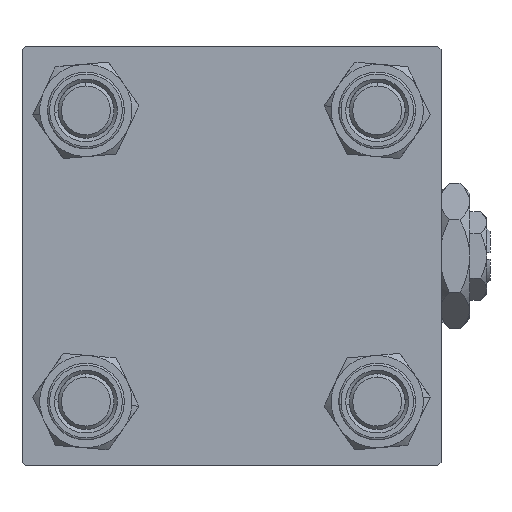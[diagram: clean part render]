
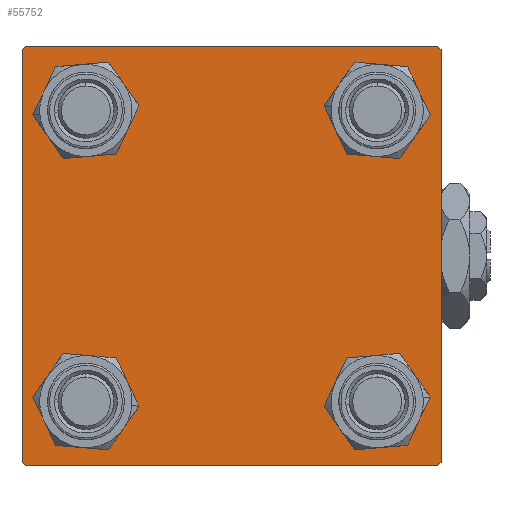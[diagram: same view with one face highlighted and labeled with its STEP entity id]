
A CAD part, left-side view. The second image highlights one B-rep face of the part: STEP entity #55752.
In plain terms, the highlighted planar face has unit normal (-1, 0, 0).
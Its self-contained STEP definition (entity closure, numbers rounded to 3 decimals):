
#204 = ORIENTED_EDGE ( 'NONE', *, *, #41766, .T. ) ;
#217 = CARTESIAN_POINT ( 'NONE',  ( 0., 20.85, 20.85 ) ) ;
#731 = CARTESIAN_POINT ( 'NONE',  ( 0., -20.85, -20.85 ) ) ;
#1056 = VERTEX_POINT ( 'NONE', #6087 ) ;
#1608 = CARTESIAN_POINT ( 'NONE',  ( 0., 30., 30. ) ) ;
#1739 = CARTESIAN_POINT ( 'NONE',  ( 0., 29.75, -29.75 ) ) ;
#1890 = VECTOR ( 'NONE', #23725, 1000. ) ;
#1905 = EDGE_CURVE ( 'NONE', #3984, #8110, #34722, .T. ) ;
#2090 = EDGE_CURVE ( 'NONE', #37859, #50257, #47950, .T. ) ;
#2354 = CIRCLE ( 'NONE', #31718, 4.5 ) ;
#3575 = VERTEX_POINT ( 'NONE', #32712 ) ;
#3597 = ORIENTED_EDGE ( 'NONE', *, *, #2090, .T. ) ;
#3610 = AXIS2_PLACEMENT_3D ( 'NONE', #46929, #23848, #33299 ) ;
#3699 = CIRCLE ( 'NONE', #36799, 4.5 ) ;
#3791 = DIRECTION ( 'NONE',  ( 1., 0., 0. ) ) ;
#3984 = VERTEX_POINT ( 'NONE', #57715 ) ;
#4458 = DIRECTION ( 'NONE',  ( 0., 0., 1. ) ) ;
#4605 = LINE ( 'NONE', #48739, #52663 ) ;
#4666 = VERTEX_POINT ( 'NONE', #20953 ) ;
#5766 = LINE ( 'NONE', #1608, #58388 ) ;
#6087 = CARTESIAN_POINT ( 'NONE',  ( 0., 20.85, -16.35 ) ) ;
#6300 = VERTEX_POINT ( 'NONE', #37957 ) ;
#6330 = VECTOR ( 'NONE', #55919, 1000. ) ;
#6423 = CARTESIAN_POINT ( 'NONE',  ( 0., -30., -29.5 ) ) ;
#7255 = EDGE_CURVE ( 'NONE', #50257, #37859, #3699, .T. ) ;
#8110 = VERTEX_POINT ( 'NONE', #41627 ) ;
#8748 = DIRECTION ( 'NONE',  ( 0., 0.707, -0.707 ) ) ;
#9717 = VERTEX_POINT ( 'NONE', #56269 ) ;
#10173 = CIRCLE ( 'NONE', #3610, 4.5 ) ;
#10519 = DIRECTION ( 'NONE',  ( 1., 0., 0. ) ) ;
#10675 = DIRECTION ( 'NONE',  ( 0., 0., 1. ) ) ;
#11641 = EDGE_LOOP ( 'NONE', ( #19531, #49957 ) ) ;
#11905 = ORIENTED_EDGE ( 'NONE', *, *, #16389, .T. ) ;
#12304 = EDGE_LOOP ( 'NONE', ( #3597, #44415 ) ) ;
#12488 = CARTESIAN_POINT ( 'NONE',  ( 0., 30., 29.5 ) ) ;
#12594 = EDGE_CURVE ( 'NONE', #21297, #33699, #24673, .T. ) ;
#13650 = ORIENTED_EDGE ( 'NONE', *, *, #35972, .T. ) ;
#13977 = DIRECTION ( 'NONE',  ( 1., 0., 0. ) ) ;
#15401 = LINE ( 'NONE', #37636, #1890 ) ;
#15652 = FACE_BOUND ( 'NONE', #50872, .T. ) ;
#15686 = CARTESIAN_POINT ( 'NONE',  ( 0., 20.85, -20.85 ) ) ;
#16389 = EDGE_CURVE ( 'NONE', #33699, #48249, #49750, .T. ) ;
#17316 = CARTESIAN_POINT ( 'NONE',  ( 0., 20.85, -20.85 ) ) ;
#17765 = EDGE_CURVE ( 'NONE', #4666, #31014, #4605, .T. ) ;
#18551 = EDGE_CURVE ( 'NONE', #46478, #9717, #58373, .T. ) ;
#18905 = CIRCLE ( 'NONE', #26510, 4.5 ) ;
#19123 = ORIENTED_EDGE ( 'NONE', *, *, #1905, .T. ) ;
#19169 = DIRECTION ( 'NONE',  ( 0., 0., -1. ) ) ;
#19531 = ORIENTED_EDGE ( 'NONE', *, *, #38361, .T. ) ;
#19571 = AXIS2_PLACEMENT_3D ( 'NONE', #49208, #57468, #4458 ) ;
#19819 = FACE_OUTER_BOUND ( 'NONE', #35789, .T. ) ;
#19956 = VECTOR ( 'NONE', #56882, 1000. ) ;
#19999 = ORIENTED_EDGE ( 'NONE', *, *, #47652, .T. ) ;
#20704 = CARTESIAN_POINT ( 'NONE',  ( 0., 0., 0. ) ) ;
#20953 = CARTESIAN_POINT ( 'NONE',  ( 0., 29.5, 30. ) ) ;
#21007 = FACE_BOUND ( 'NONE', #12304, .T. ) ;
#21283 = CARTESIAN_POINT ( 'NONE',  ( 0., 30., -29.5 ) ) ;
#21297 = VERTEX_POINT ( 'NONE', #37253 ) ;
#22999 = ORIENTED_EDGE ( 'NONE', *, *, #18551, .T. ) ;
#23194 = CARTESIAN_POINT ( 'NONE',  ( 0., -29.5, 30. ) ) ;
#23238 = DIRECTION ( 'NONE',  ( 0., 0., 1. ) ) ;
#23725 = DIRECTION ( 'NONE',  ( 0., 0., -1. ) ) ;
#23848 = DIRECTION ( 'NONE',  ( 1., 0., 0. ) ) ;
#24253 = VECTOR ( 'NONE', #26067, 1000. ) ;
#24605 = DIRECTION ( 'NONE',  ( 1., 0., 0. ) ) ;
#24673 = LINE ( 'NONE', #50747, #40357 ) ;
#24811 = VERTEX_POINT ( 'NONE', #23194 ) ;
#26067 = DIRECTION ( 'NONE',  ( 0., -0.707, 0.707 ) ) ;
#26379 = EDGE_CURVE ( 'NONE', #3575, #48249, #15401, .T. ) ;
#26510 = AXIS2_PLACEMENT_3D ( 'NONE', #217, #3791, #54392 ) ;
#26838 = VECTOR ( 'NONE', #19169, 1000. ) ;
#26839 = DIRECTION ( 'NONE',  ( 1., 0., 0. ) ) ;
#27636 = EDGE_CURVE ( 'NONE', #8110, #3984, #18905, .T. ) ;
#27963 = ORIENTED_EDGE ( 'NONE', *, *, #27636, .T. ) ;
#28576 = AXIS2_PLACEMENT_3D ( 'NONE', #15686, #24605, #10675 ) ;
#28607 = DIRECTION ( 'NONE',  ( 0., 0., 1. ) ) ;
#29530 = CIRCLE ( 'NONE', #28576, 4.5 ) ;
#30201 = AXIS2_PLACEMENT_3D ( 'NONE', #20704, #37909, #55943 ) ;
#31014 = VERTEX_POINT ( 'NONE', #12488 ) ;
#31222 = CARTESIAN_POINT ( 'NONE',  ( 0., -20.85, 16.35 ) ) ;
#31718 = AXIS2_PLACEMENT_3D ( 'NONE', #17316, #39253, #52868 ) ;
#32056 = DIRECTION ( 'NONE',  ( 0., 0., 1. ) ) ;
#32712 = CARTESIAN_POINT ( 'NONE',  ( 0., -30., 29.5 ) ) ;
#33299 = DIRECTION ( 'NONE',  ( 0., 0., 1. ) ) ;
#33699 = VERTEX_POINT ( 'NONE', #46697 ) ;
#33723 = PLANE ( 'NONE',  #30201 ) ;
#33921 = ORIENTED_EDGE ( 'NONE', *, *, #26379, .F. ) ;
#34030 = FACE_BOUND ( 'NONE', #36962, .T. ) ;
#34218 = ORIENTED_EDGE ( 'NONE', *, *, #45131, .T. ) ;
#34722 = CIRCLE ( 'NONE', #36623, 4.5 ) ;
#35545 = CARTESIAN_POINT ( 'NONE',  ( 0., -29.75, -29.75 ) ) ;
#35789 = EDGE_LOOP ( 'NONE', ( #204, #34218, #44220, #11905, #33921, #13650, #58486, #49079 ) ) ;
#35972 = EDGE_CURVE ( 'NONE', #3575, #24811, #42973, .T. ) ;
#36623 = AXIS2_PLACEMENT_3D ( 'NONE', #54549, #13977, #32056 ) ;
#36799 = AXIS2_PLACEMENT_3D ( 'NONE', #731, #26839, #23238 ) ;
#36962 = EDGE_LOOP ( 'NONE', ( #19999, #22999 ) ) ;
#37253 = CARTESIAN_POINT ( 'NONE',  ( 0., 29.5, -30. ) ) ;
#37636 = CARTESIAN_POINT ( 'NONE',  ( 0., -30., 30. ) ) ;
#37779 = CARTESIAN_POINT ( 'NONE',  ( 0., -20.85, 20.85 ) ) ;
#37859 = VERTEX_POINT ( 'NONE', #52267 ) ;
#37909 = DIRECTION ( 'NONE',  ( -1., 0., 0. ) ) ;
#37957 = CARTESIAN_POINT ( 'NONE',  ( 0., 20.85, -25.35 ) ) ;
#38361 = EDGE_CURVE ( 'NONE', #1056, #6300, #29530, .T. ) ;
#39253 = DIRECTION ( 'NONE',  ( 1., 0., 0. ) ) ;
#40357 = VECTOR ( 'NONE', #42737, 1000. ) ;
#41627 = CARTESIAN_POINT ( 'NONE',  ( 0., 20.85, 16.35 ) ) ;
#41766 = EDGE_CURVE ( 'NONE', #31014, #49857, #52252, .T. ) ;
#42737 = DIRECTION ( 'NONE',  ( 0., -1., 0. ) ) ;
#42973 = LINE ( 'NONE', #52153, #19956 ) ;
#43746 = EDGE_CURVE ( 'NONE', #6300, #1056, #2354, .T. ) ;
#44220 = ORIENTED_EDGE ( 'NONE', *, *, #12594, .T. ) ;
#44415 = ORIENTED_EDGE ( 'NONE', *, *, #7255, .T. ) ;
#45131 = EDGE_CURVE ( 'NONE', #49857, #21297, #51767, .T. ) ;
#46478 = VERTEX_POINT ( 'NONE', #31222 ) ;
#46697 = CARTESIAN_POINT ( 'NONE',  ( 0., -29.5, -30. ) ) ;
#46929 = CARTESIAN_POINT ( 'NONE',  ( 0., -20.85, 20.85 ) ) ;
#47652 = EDGE_CURVE ( 'NONE', #9717, #46478, #10173, .T. ) ;
#47950 = CIRCLE ( 'NONE', #19571, 4.5 ) ;
#48249 = VERTEX_POINT ( 'NONE', #6423 ) ;
#48739 = CARTESIAN_POINT ( 'NONE',  ( 0., 29.75, 29.75 ) ) ;
#48964 = AXIS2_PLACEMENT_3D ( 'NONE', #37779, #10519, #28607 ) ;
#49059 = CARTESIAN_POINT ( 'NONE',  ( 0., -20.85, -25.35 ) ) ;
#49079 = ORIENTED_EDGE ( 'NONE', *, *, #17765, .T. ) ;
#49208 = CARTESIAN_POINT ( 'NONE',  ( 0., -20.85, -20.85 ) ) ;
#49750 = LINE ( 'NONE', #35545, #24253 ) ;
#49857 = VERTEX_POINT ( 'NONE', #21283 ) ;
#49957 = ORIENTED_EDGE ( 'NONE', *, *, #43746, .T. ) ;
#50257 = VERTEX_POINT ( 'NONE', #49059 ) ;
#50396 = EDGE_CURVE ( 'NONE', #4666, #24811, #5766, .T. ) ;
#50747 = CARTESIAN_POINT ( 'NONE',  ( 0., 30., -30. ) ) ;
#50872 = EDGE_LOOP ( 'NONE', ( #19123, #27963 ) ) ;
#51503 = FACE_BOUND ( 'NONE', #11641, .T. ) ;
#51767 = LINE ( 'NONE', #1739, #6330 ) ;
#52153 = CARTESIAN_POINT ( 'NONE',  ( 0., -29.75, 29.75 ) ) ;
#52252 = LINE ( 'NONE', #52543, #26838 ) ;
#52267 = CARTESIAN_POINT ( 'NONE',  ( 0., -20.85, -16.35 ) ) ;
#52543 = CARTESIAN_POINT ( 'NONE',  ( 0., 30., 30. ) ) ;
#52663 = VECTOR ( 'NONE', #8748, 1000. ) ;
#52868 = DIRECTION ( 'NONE',  ( 0., 0., 1. ) ) ;
#54392 = DIRECTION ( 'NONE',  ( 0., 0., 1. ) ) ;
#54549 = CARTESIAN_POINT ( 'NONE',  ( 0., 20.85, 20.85 ) ) ;
#54930 = DIRECTION ( 'NONE',  ( 0., -1., 0. ) ) ;
#55752 = ADVANCED_FACE ( 'NONE', ( #34030, #21007, #51503, #15652, #19819 ), #33723, .T. ) ;
#55919 = DIRECTION ( 'NONE',  ( 0., -0.707, -0.707 ) ) ;
#55943 = DIRECTION ( 'NONE',  ( 0., 0., 1. ) ) ;
#56269 = CARTESIAN_POINT ( 'NONE',  ( 0., -20.85, 25.35 ) ) ;
#56882 = DIRECTION ( 'NONE',  ( 0., 0.707, 0.707 ) ) ;
#57468 = DIRECTION ( 'NONE',  ( 1., 0., 0. ) ) ;
#57715 = CARTESIAN_POINT ( 'NONE',  ( 0., 20.85, 25.35 ) ) ;
#58373 = CIRCLE ( 'NONE', #48964, 4.5 ) ;
#58388 = VECTOR ( 'NONE', #54930, 1000. ) ;
#58486 = ORIENTED_EDGE ( 'NONE', *, *, #50396, .F. ) ;
